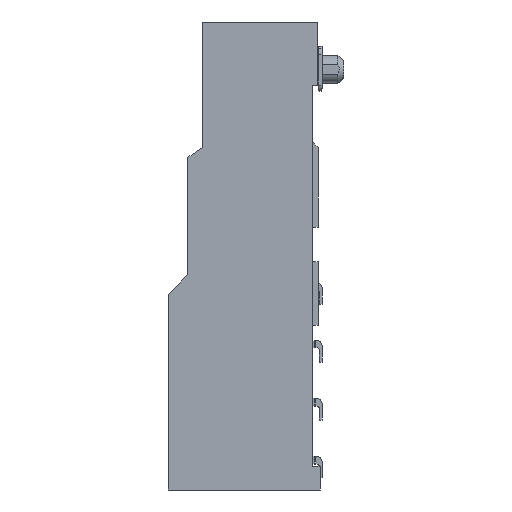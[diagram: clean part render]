
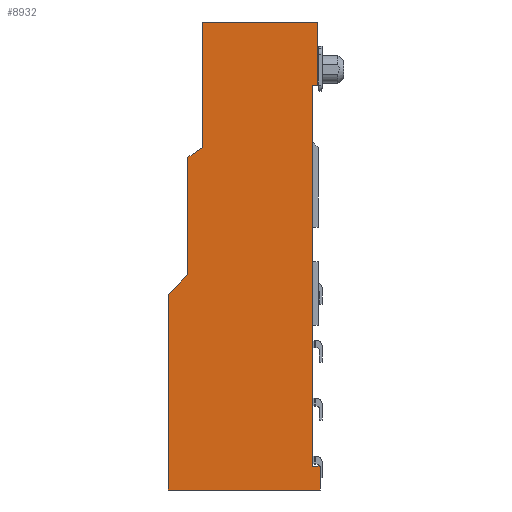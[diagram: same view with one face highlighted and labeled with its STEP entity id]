
A CAD part, left-side view. The second image highlights one B-rep face of the part: STEP entity #8932.
In plain terms, the highlighted planar face has unit normal (-1, 0, 0).
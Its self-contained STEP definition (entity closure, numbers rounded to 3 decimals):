
#284 = LINE ( 'NONE', #50704, #57795 ) ;
#1000 = EDGE_CURVE ( 'NONE', #58341, #40059, #21028, .T. ) ;
#1393 = VERTEX_POINT ( 'NONE', #64034 ) ;
#3400 = VERTEX_POINT ( 'NONE', #50595 ) ;
#3887 = DIRECTION ( 'NONE',  ( 0., 0., -1. ) ) ;
#7164 = CARTESIAN_POINT ( 'NONE',  ( -11.76, 0.5, -13.5 ) ) ;
#8932 = ADVANCED_FACE ( 'NONE', ( #26661 ), #60264, .F. ) ;
#8937 = LINE ( 'NONE', #21503, #17246 ) ;
#9194 = CARTESIAN_POINT ( 'NONE',  ( -11.76, 5.35, 9. ) ) ;
#11569 = EDGE_CURVE ( 'NONE', #38183, #58341, #284, .T. ) ;
#11794 = DIRECTION ( 'NONE',  ( 0., 0., -1. ) ) ;
#12728 = LINE ( 'NONE', #9194, #58105 ) ;
#12889 = DIRECTION ( 'NONE',  ( 0., 1., 0. ) ) ;
#13317 = CARTESIAN_POINT ( 'NONE',  ( -11.76, 6.05, 2.65 ) ) ;
#13911 = EDGE_CURVE ( 'NONE', #63393, #38183, #45446, .T. ) ;
#15402 = VECTOR ( 'NONE', #19079, 1000. ) ;
#15453 = LINE ( 'NONE', #40583, #23799 ) ;
#15776 = DIRECTION ( 'NONE',  ( 0., -1., 0. ) ) ;
#17246 = VECTOR ( 'NONE', #67530, 1000. ) ;
#19079 = DIRECTION ( 'NONE',  ( 0., 0.707, -0.707 ) ) ;
#21028 = LINE ( 'NONE', #72860, #15402 ) ;
#21065 = DIRECTION ( 'NONE',  ( 0., 0., -1. ) ) ;
#21503 = CARTESIAN_POINT ( 'NONE',  ( -11.76, 0.2, 5.8 ) ) ;
#21535 = EDGE_CURVE ( 'NONE', #68783, #48795, #75584, .T. ) ;
#22571 = VERTEX_POINT ( 'NONE', #27094 ) ;
#23799 = VECTOR ( 'NONE', #33856, 1000. ) ;
#23931 = ORIENTED_EDGE ( 'NONE', *, *, #31422, .F. ) ;
#24373 = VERTEX_POINT ( 'NONE', #7164 ) ;
#25665 = LINE ( 'NONE', #52998, #53461 ) ;
#26661 = FACE_OUTER_BOUND ( 'NONE', #42024, .T. ) ;
#26814 = CARTESIAN_POINT ( 'NONE',  ( -11.76, 6.05, 9. ) ) ;
#27094 = CARTESIAN_POINT ( 'NONE',  ( -11.76, 0.1, -14.7 ) ) ;
#28119 = ORIENTED_EDGE ( 'NONE', *, *, #13911, .T. ) ;
#28233 = EDGE_CURVE ( 'NONE', #1393, #24373, #25665, .T. ) ;
#31422 = EDGE_CURVE ( 'NONE', #45799, #22571, #37468, .T. ) ;
#31549 = DIRECTION ( 'NONE',  ( 0., 0., -1. ) ) ;
#32294 = EDGE_CURVE ( 'NONE', #3400, #22571, #40004, .T. ) ;
#33856 = DIRECTION ( 'NONE',  ( 0., -1., 0. ) ) ;
#34262 = CARTESIAN_POINT ( 'NONE',  ( -11.76, 7.8, -4.8 ) ) ;
#34609 = ORIENTED_EDGE ( 'NONE', *, *, #59641, .T. ) ;
#36514 = VECTOR ( 'NONE', #21065, 1000. ) ;
#37203 = EDGE_CURVE ( 'NONE', #1393, #48795, #8937, .T. ) ;
#37468 = LINE ( 'NONE', #73331, #36514 ) ;
#38183 = VERTEX_POINT ( 'NONE', #61154 ) ;
#38681 = ORIENTED_EDGE ( 'NONE', *, *, #76856, .F. ) ;
#40004 = LINE ( 'NONE', #62358, #49267 ) ;
#40059 = VERTEX_POINT ( 'NONE', #34262 ) ;
#40583 = CARTESIAN_POINT ( 'NONE',  ( -11.76, 0.2, -13.5 ) ) ;
#41600 = CARTESIAN_POINT ( 'NONE',  ( -11.76, 0.1, -13.5 ) ) ;
#42024 = EDGE_LOOP ( 'NONE', ( #61029, #76207, #34609, #28119, #43051, #59780, #60023, #73271, #23931, #38681, #64377, #52116 ) ) ;
#42618 = AXIS2_PLACEMENT_3D ( 'NONE', #48152, #42949, #12889 ) ;
#42949 = DIRECTION ( 'NONE',  ( 1., 0., 0. ) ) ;
#43051 = ORIENTED_EDGE ( 'NONE', *, *, #11569, .T. ) ;
#43584 = VECTOR ( 'NONE', #54745, 1000. ) ;
#43617 = CARTESIAN_POINT ( 'NONE',  ( -11.76, 7.8, -4.8 ) ) ;
#45340 = VECTOR ( 'NONE', #61142, 1000. ) ;
#45446 = LINE ( 'NONE', #13317, #43584 ) ;
#45799 = VERTEX_POINT ( 'NONE', #41600 ) ;
#46309 = LINE ( 'NONE', #43617, #45340 ) ;
#46704 = DIRECTION ( 'NONE',  ( 0., 0., -1. ) ) ;
#48152 = CARTESIAN_POINT ( 'NONE',  ( -11.76, 5.35, -14.7 ) ) ;
#48795 = VERTEX_POINT ( 'NONE', #66383 ) ;
#49267 = VECTOR ( 'NONE', #15776, 1000. ) ;
#50595 = CARTESIAN_POINT ( 'NONE',  ( -11.76, 7.8, -14.7 ) ) ;
#50704 = CARTESIAN_POINT ( 'NONE',  ( -11.76, 6.8, 2.15 ) ) ;
#52116 = ORIENTED_EDGE ( 'NONE', *, *, #37203, .T. ) ;
#52264 = EDGE_CURVE ( 'NONE', #40059, #3400, #46309, .T. ) ;
#52998 = CARTESIAN_POINT ( 'NONE',  ( -11.76, 0.5, 5.8 ) ) ;
#53461 = VECTOR ( 'NONE', #11794, 1000. ) ;
#54745 = DIRECTION ( 'NONE',  ( 0., 0.832, -0.555 ) ) ;
#57167 = VERTEX_POINT ( 'NONE', #66618 ) ;
#57795 = VECTOR ( 'NONE', #31549, 1000. ) ;
#58105 = VECTOR ( 'NONE', #62029, 1000. ) ;
#58294 = CARTESIAN_POINT ( 'NONE',  ( -11.76, 0.22, 9. ) ) ;
#58341 = VERTEX_POINT ( 'NONE', #67231 ) ;
#59641 = EDGE_CURVE ( 'NONE', #57167, #63393, #62592, .T. ) ;
#59780 = ORIENTED_EDGE ( 'NONE', *, *, #1000, .T. ) ;
#60023 = ORIENTED_EDGE ( 'NONE', *, *, #52264, .T. ) ;
#60264 = PLANE ( 'NONE',  #42618 ) ;
#61029 = ORIENTED_EDGE ( 'NONE', *, *, #21535, .F. ) ;
#61142 = DIRECTION ( 'NONE',  ( 0., 0., -1. ) ) ;
#61154 = CARTESIAN_POINT ( 'NONE',  ( -11.76, 6.8, 2.15 ) ) ;
#62029 = DIRECTION ( 'NONE',  ( 0., -1., 0. ) ) ;
#62358 = CARTESIAN_POINT ( 'NONE',  ( -11.76, 5.35, -14.7 ) ) ;
#62592 = LINE ( 'NONE', #26814, #64467 ) ;
#63393 = VERTEX_POINT ( 'NONE', #75069 ) ;
#64034 = CARTESIAN_POINT ( 'NONE',  ( -11.76, 0.5, 5.8 ) ) ;
#64377 = ORIENTED_EDGE ( 'NONE', *, *, #28233, .F. ) ;
#64467 = VECTOR ( 'NONE', #3887, 1000. ) ;
#66383 = CARTESIAN_POINT ( 'NONE',  ( -11.76, 0.22, 5.8 ) ) ;
#66618 = CARTESIAN_POINT ( 'NONE',  ( -11.76, 6.05, 9. ) ) ;
#67231 = CARTESIAN_POINT ( 'NONE',  ( -11.76, 6.8, -3.8 ) ) ;
#67530 = DIRECTION ( 'NONE',  ( 0., -1., 0. ) ) ;
#68130 = VECTOR ( 'NONE', #46704, 1000. ) ;
#68783 = VERTEX_POINT ( 'NONE', #69181 ) ;
#69181 = CARTESIAN_POINT ( 'NONE',  ( -11.76, 0.22, 9. ) ) ;
#72860 = CARTESIAN_POINT ( 'NONE',  ( -11.76, 6.8, -3.8 ) ) ;
#73271 = ORIENTED_EDGE ( 'NONE', *, *, #32294, .T. ) ;
#73331 = CARTESIAN_POINT ( 'NONE',  ( -11.76, 0.1, -14.7 ) ) ;
#75069 = CARTESIAN_POINT ( 'NONE',  ( -11.76, 6.05, 2.65 ) ) ;
#75584 = LINE ( 'NONE', #58294, #68130 ) ;
#76207 = ORIENTED_EDGE ( 'NONE', *, *, #76750, .F. ) ;
#76750 = EDGE_CURVE ( 'NONE', #57167, #68783, #12728, .T. ) ;
#76856 = EDGE_CURVE ( 'NONE', #24373, #45799, #15453, .T. ) ;
